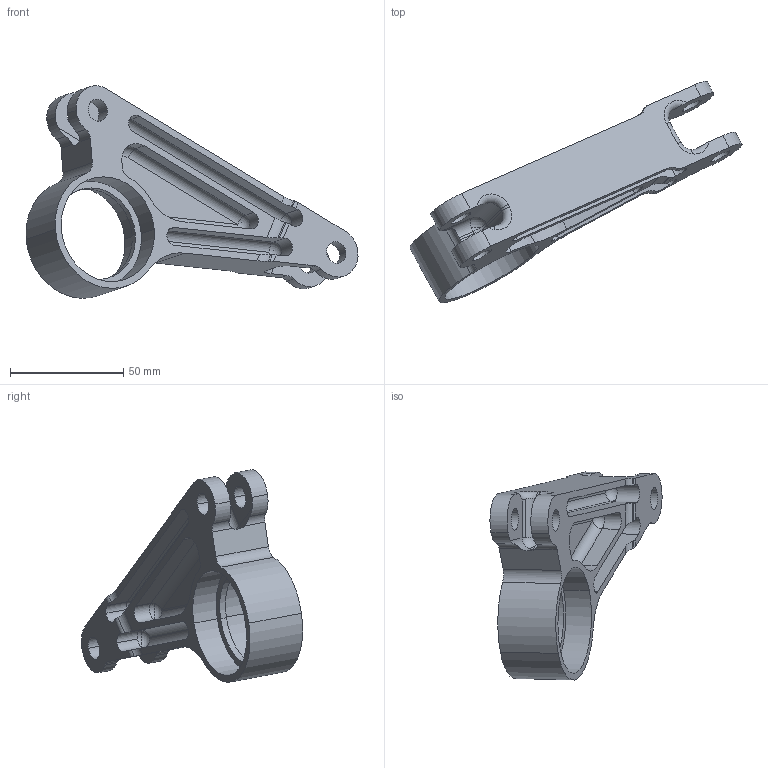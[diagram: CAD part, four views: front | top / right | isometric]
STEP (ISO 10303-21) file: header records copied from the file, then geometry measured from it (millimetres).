
FILE_DESCRIPTION (( 'STEP AP214' ), '1' );
FILE_NAME ('SuspensionRockerFront.STEP', '2019-01-26T03:37:00', ( 'pattaya2u' ), ( 'Microsoft' ), 'SwSTEP 2.0', 'SolidWorks 2018', '' );
FILE_SCHEMA (( 'AUTOMOTIVE_DESIGN' ));
Length unit declared in the file: millimetre
Products named in the file (1): SuspensionRockerFront
Bounding box: 146.81 x 97.85 x 93.99 mm (x, y, z)
Volume: 77648.3 mm3; surface area: 38647.4 mm2
Topology: 1 solids, 1 shells, 169 faces, 460 edges, 291 vertices
Faces by surface type: cylinder 96, plane 32, sphere 27, torus 14
Entity records: 5917 total; most frequent: CARTESIAN_POINT 1040, DIRECTION 986, ORIENTED_EDGE 884, EDGE_CURVE 442, AXIS2_PLACEMENT_3D 403, VERTEX_POINT 279, CIRCLE 233, EDGE_LOOP 183
